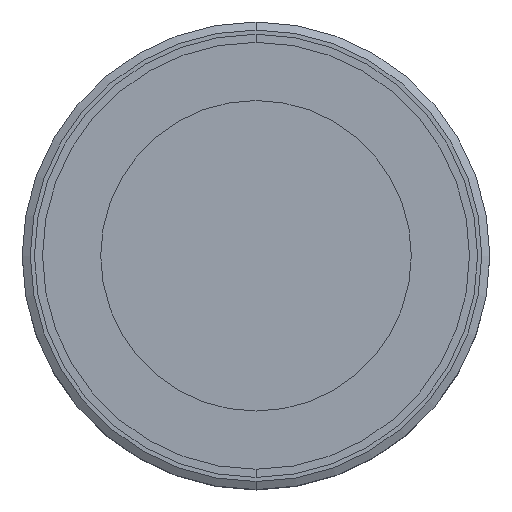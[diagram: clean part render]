
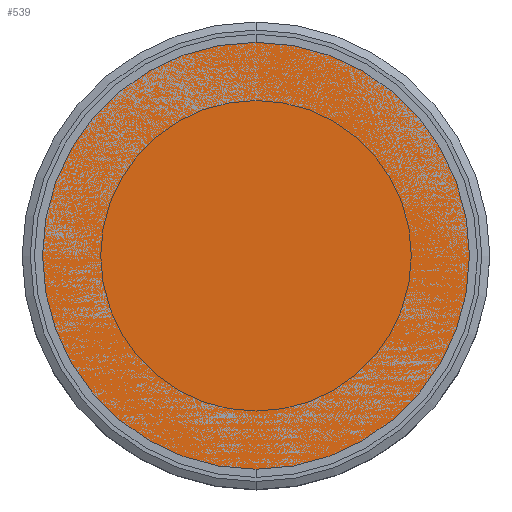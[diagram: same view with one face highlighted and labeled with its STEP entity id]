
A CAD part, top view. The second image highlights one B-rep face of the part: STEP entity #539.
In plain terms, the highlighted planar face has unit normal (0, 0, 1).
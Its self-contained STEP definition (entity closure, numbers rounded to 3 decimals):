
#176=CARTESIAN_POINT('',(0.,0.,120.));
#177=DIRECTION('',(0.,0.,-1.));
#178=DIRECTION('',(0.,1.,0.));
#179=AXIS2_PLACEMENT_3D('',#176,#177,#178);
#184=CARTESIAN_POINT('',(0.,0.,120.));
#185=DIRECTION('',(0.,0.,1.));
#186=DIRECTION('',(0.,1.,0.));
#187=AXIS2_PLACEMENT_3D('',#184,#185,#186);
#520=CARTESIAN_POINT('',(0.,11.417,120.));
#521=VERTEX_POINT('',#520);
#522=CARTESIAN_POINT('',(0.,-11.417,120.));
#523=VERTEX_POINT('',#522);
#528=CARTESIAN_POINT('',(0.,0.,120.));
#529=DIRECTION('',(0.,0.,1.));
#530=DIRECTION('',(0.,-1.,0.));
#531=AXIS2_PLACEMENT_3D('',#528,#529,#530);
#532=PLANE('',#531);
#534=ORIENTED_EDGE('',*,*,#533,.T.);
#536=ORIENTED_EDGE('',*,*,#535,.F.);
#537=EDGE_LOOP('',(#534,#536));
#538=FACE_OUTER_BOUND('',#537,.F.);
#180=CIRCLE('',#179,11.417);
#188=CIRCLE('',#187,11.417);
#533=EDGE_CURVE('',#521,#523,#180,.T.);
#535=EDGE_CURVE('',#521,#523,#188,.T.);
#539=ADVANCED_FACE('',(#538),#532,.T.);
